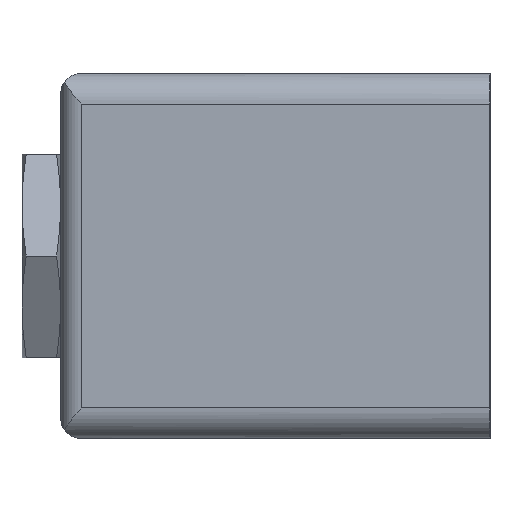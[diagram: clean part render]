
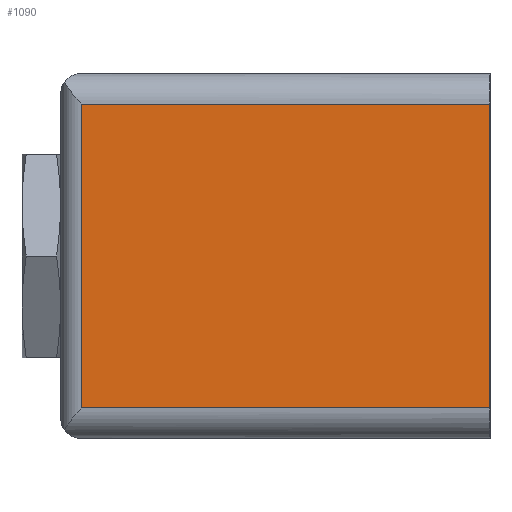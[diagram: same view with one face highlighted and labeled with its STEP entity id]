
A CAD part, left-side view. The second image highlights one B-rep face of the part: STEP entity #1090.
In plain terms, the highlighted planar face has unit normal (-1, 0, 0).
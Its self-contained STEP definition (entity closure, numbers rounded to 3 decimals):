
#63=LINE('',#1722,#160);
#64=LINE('',#1724,#161);
#65=LINE('',#1727,#162);
#66=LINE('',#1728,#163);
#160=VECTOR('',#1345,1000.);
#161=VECTOR('',#1348,1000.);
#162=VECTOR('',#1349,1000.);
#163=VECTOR('',#1350,1000.);
#232=PLANE('',#1187);
#369=ORIENTED_EDGE('',*,*,#686,.F.);
#370=ORIENTED_EDGE('',*,*,#687,.T.);
#371=ORIENTED_EDGE('',*,*,#685,.T.);
#372=ORIENTED_EDGE('',*,*,#688,.F.);
#685=EDGE_CURVE('',#838,#840,#63,.T.);
#686=EDGE_CURVE('',#841,#842,#64,.T.);
#687=EDGE_CURVE('',#841,#838,#65,.T.);
#688=EDGE_CURVE('',#842,#840,#66,.T.);
#838=VERTEX_POINT('',#1713);
#840=VERTEX_POINT('',#1721);
#841=VERTEX_POINT('',#1725);
#842=VERTEX_POINT('',#1726);
#935=EDGE_LOOP('',(#369,#370,#371,#372));
#1008=FACE_BOUND('',#935,.T.);
#1090=ADVANCED_FACE('',(#1008),#232,.F.);
#1187=AXIS2_PLACEMENT_3D('',#1723,#1346,#1347);
#1345=DIRECTION('',(0.,0.,-1.));
#1346=DIRECTION('',(1.,0.,0.));
#1347=DIRECTION('',(0.,0.,-1.));
#1348=DIRECTION('',(0.,0.,-1.));
#1349=DIRECTION('',(0.,1.,0.));
#1350=DIRECTION('',(0.,1.,0.));
#1713=CARTESIAN_POINT('',(-18.,-2.,14.9));
#1721=CARTESIAN_POINT('',(-18.,-2.,-14.9));
#1722=CARTESIAN_POINT('',(-18.,-2.,17.9));
#1723=CARTESIAN_POINT('',(-18.,-2.,17.9));
#1724=CARTESIAN_POINT('',(-18.,-42.1,17.9));
#1725=CARTESIAN_POINT('',(-18.,-42.1,14.9));
#1726=CARTESIAN_POINT('',(-18.,-42.1,-14.9));
#1727=CARTESIAN_POINT('',(-18.,-45.,14.9));
#1728=CARTESIAN_POINT('',(-18.,-45.,-14.9));
